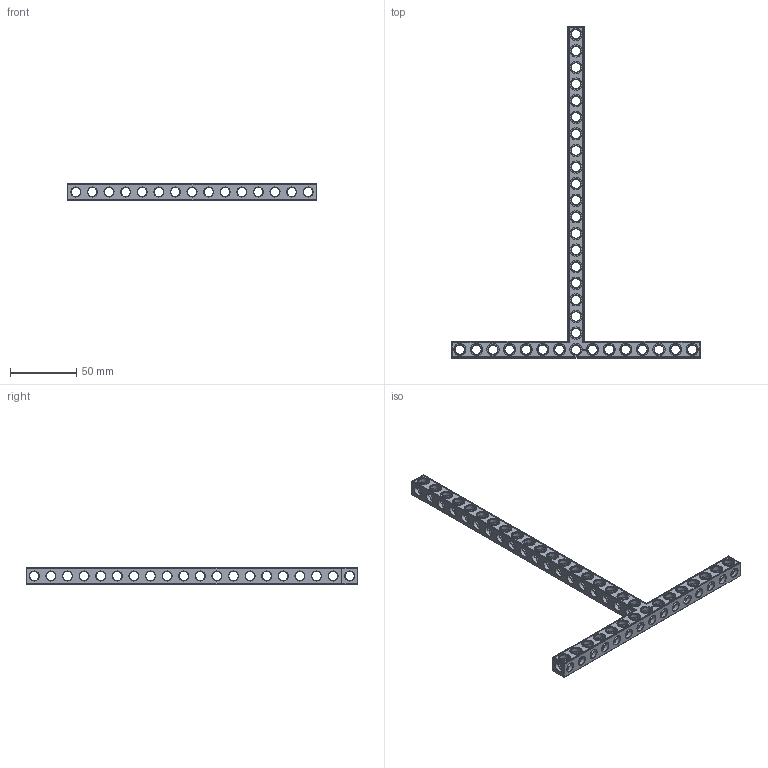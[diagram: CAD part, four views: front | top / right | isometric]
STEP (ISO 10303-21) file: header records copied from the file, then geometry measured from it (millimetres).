
FILE_DESCRIPTION(('FreeCAD Model'),'2;1');
FILE_NAME('Open CASCADE Shape Model','2022-01-28T21:47:23',( 'Paulo Kiefe'),('STEMFIE.org'),'Open CASCADE STEP processor 7.4', 'FreeCAD','Unknown');
FILE_SCHEMA(('AUTOMOTIVE_DESIGN { 1 0 10303 214 1 1 1 1 }'));
Products named in the file (1): Beam_TSH_SYM_ESS_BU15x20x01_-_SPN-BEM-1132_(stemfie.org)
Bounding box: 187.5 x 250 x 12.5 mm (x, y, z)
Volume: 33206.7 mm3; surface area: 29707.5 mm2
Topology: 1 solids, 1 shells, 907 faces, 2856 edges, 1882 vertices
Faces by surface type: plane 424, cylinder 207, cone 140, extrusion 136
Full cylindrical faces by diameter (mm): 6.98 x16, 7 x157, 9.2 x34
Entity records: 105776 total; most frequent: CARTESIAN_POINT 52606, DIRECTION 8722, ORIENTED_EDGE 5712, PCURVE 5712, DEFINITIONAL_REPRESENTATION 5712, VECTOR 5286, LINE 5150, EDGE_CURVE 2856
